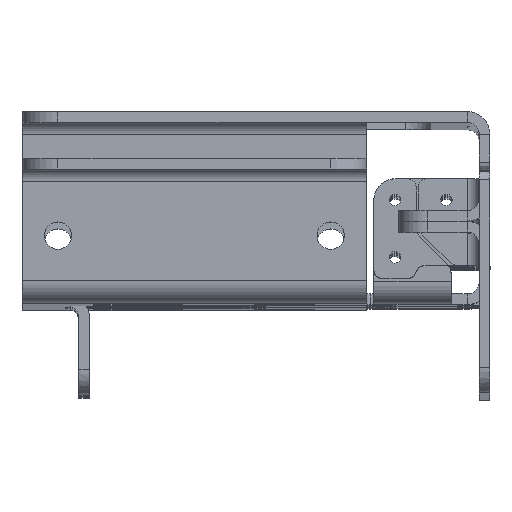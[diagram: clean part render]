
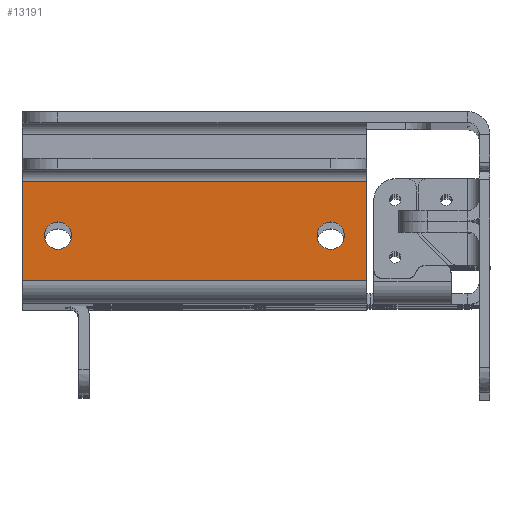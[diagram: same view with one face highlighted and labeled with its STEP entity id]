
A CAD part, top view. The second image highlights one B-rep face of the part: STEP entity #13191.
In plain terms, the highlighted planar face has unit normal (0, 0, 1).
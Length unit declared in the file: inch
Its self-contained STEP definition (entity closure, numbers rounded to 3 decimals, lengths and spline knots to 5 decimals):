
#61=FACE_BOUND('',#4642,.T.);
#62=FACE_BOUND('',#4643,.T.);
#280=CIRCLE('',#13973,0.095);
#283=CIRCLE('',#13978,0.095);
#1244=LINE('',#22376,#2450);
#1246=LINE('',#22382,#2452);
#1247=LINE('',#22384,#2453);
#1248=LINE('',#22385,#2454);
#2450=VECTOR('',#16057,0.3937);
#2452=VECTOR('',#16063,0.3937);
#2453=VECTOR('',#16064,0.3937);
#2454=VECTOR('',#16065,0.3937);
#3280=PLANE('',#14051);
#3865=FACE_OUTER_BOUND('',#4641,.T.);
#4641=EDGE_LOOP('',(#10370,#10371,#10372,#10373));
#4642=EDGE_LOOP('',(#10374));
#4643=EDGE_LOOP('',(#10375));
#6110=VERTEX_POINT('',#22179);
#6113=VERTEX_POINT('',#22189);
#6166=VERTEX_POINT('',#22372);
#6168=VERTEX_POINT('',#22375);
#6170=VERTEX_POINT('',#22381);
#6171=VERTEX_POINT('',#22383);
#7652=EDGE_CURVE('',#6110,#6110,#280,.T.);
#7657=EDGE_CURVE('',#6113,#6113,#283,.T.);
#7750=EDGE_CURVE('',#6168,#6166,#1244,.T.);
#7753=EDGE_CURVE('',#6170,#6166,#1246,.T.);
#7754=EDGE_CURVE('',#6170,#6171,#1247,.T.);
#7755=EDGE_CURVE('',#6168,#6171,#1248,.T.);
#10370=ORIENTED_EDGE('',*,*,#7750,.T.);
#10371=ORIENTED_EDGE('',*,*,#7753,.F.);
#10372=ORIENTED_EDGE('',*,*,#7754,.T.);
#10373=ORIENTED_EDGE('',*,*,#7755,.F.);
#10374=ORIENTED_EDGE('',*,*,#7652,.T.);
#10375=ORIENTED_EDGE('',*,*,#7657,.T.);
#13191=ADVANCED_FACE('',(#3865,#61,#62),#3280,.T.);
#13973=AXIS2_PLACEMENT_3D('',#22180,#15842,#15843);
#13978=AXIS2_PLACEMENT_3D('',#22190,#15854,#15855);
#14051=AXIS2_PLACEMENT_3D('',#22380,#16061,#16062);
#15842=DIRECTION('center_axis',(0.,0.,-1.));
#15843=DIRECTION('ref_axis',(1.,0.,0.));
#15854=DIRECTION('center_axis',(0.,0.,-1.));
#15855=DIRECTION('ref_axis',(1.,0.,0.));
#16057=DIRECTION('',(1.,0.,0.));
#16061=DIRECTION('center_axis',(0.,0.,1.));
#16062=DIRECTION('ref_axis',(0.,-1.,0.));
#16063=DIRECTION('',(0.,-1.,0.));
#16064=DIRECTION('',(-1.,0.,0.));
#16065=DIRECTION('',(0.,1.,0.));
#22179=CARTESIAN_POINT('',(0.155,0.4725,14.2875));
#22180=CARTESIAN_POINT('Origin',(0.25,0.4725,14.2875));
#22189=CARTESIAN_POINT('',(2.05598,0.4725,14.2875));
#22190=CARTESIAN_POINT('Origin',(2.15098,0.4725,14.2875));
#22372=CARTESIAN_POINT('',(2.40098,0.15902,14.2875));
#22375=CARTESIAN_POINT('',(0.,0.15902,14.2875));
#22376=CARTESIAN_POINT('',(0.,0.15902,14.2875));
#22380=CARTESIAN_POINT('Origin',(0.,0.9725,14.2875));
#22381=CARTESIAN_POINT('',(2.40098,0.85098,14.2875));
#22382=CARTESIAN_POINT('',(2.40098,0.0375,14.2875));
#22383=CARTESIAN_POINT('',(0.,0.85098,14.2875));
#22384=CARTESIAN_POINT('',(0.,0.85098,14.2875));
#22385=CARTESIAN_POINT('',(0.,0.0375,14.2875));
